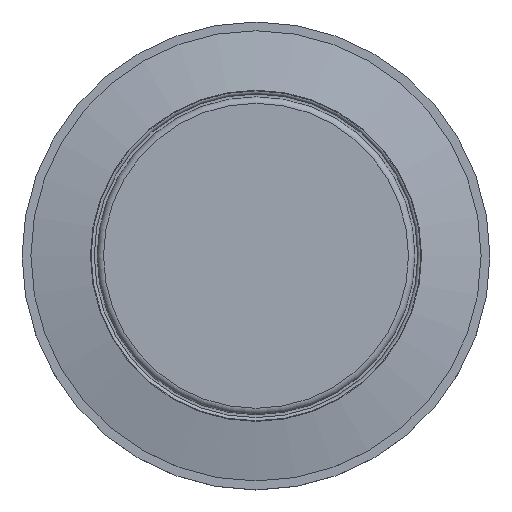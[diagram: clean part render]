
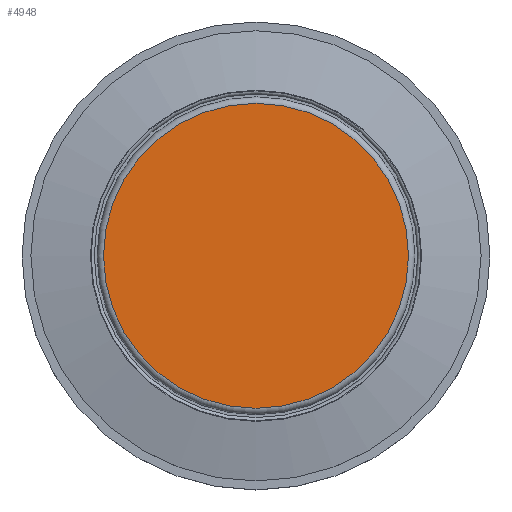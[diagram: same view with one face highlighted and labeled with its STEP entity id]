
A CAD part, top view. The second image highlights one B-rep face of the part: STEP entity #4948.
In plain terms, the highlighted planar face has unit normal (0, 0, 1).
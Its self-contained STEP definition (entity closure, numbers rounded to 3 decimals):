
#1488=FACE_OUTER_BOUND($,#1857,.T.);
#1857=EDGE_LOOP($,(#4444));
#1996=CIRCLE($,#5395,9.45);
#2436=VERTEX_POINT($,#8724);
#3106=EDGE_CURVE($,#2436,#2436,#1996,.T.);
#4444=ORIENTED_EDGE($,*,*,#3106,.F.);
#4654=PLANE($,#5394);
#4948=ADVANCED_FACE($,(#1488),#4654,.T.);
#5394=AXIS2_PLACEMENT_3D($,#8723,#6768,#6769);
#5395=AXIS2_PLACEMENT_3D($,#8725,#6770,#6771);
#6768=DIRECTION('center_axis',(0.,0.,
1.));
#6769=DIRECTION('ref_axis',(0.,-1.,0.));
#6770=DIRECTION('center_axis',(0.,0.,
-1.));
#6771=DIRECTION('ref_axis',(0.,1.,0.));
#8723=CARTESIAN_POINT('Origin',(0.,-9.775,
5.3));
#8724=CARTESIAN_POINT('',(0.,-5.05,5.3));
#8725=CARTESIAN_POINT('Origin',(0.,-14.5,5.3));
